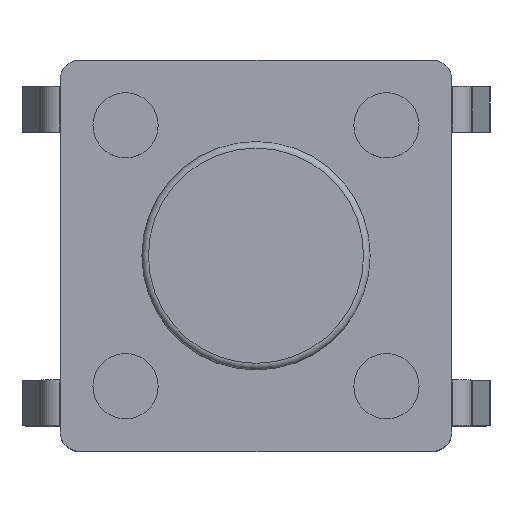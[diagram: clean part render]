
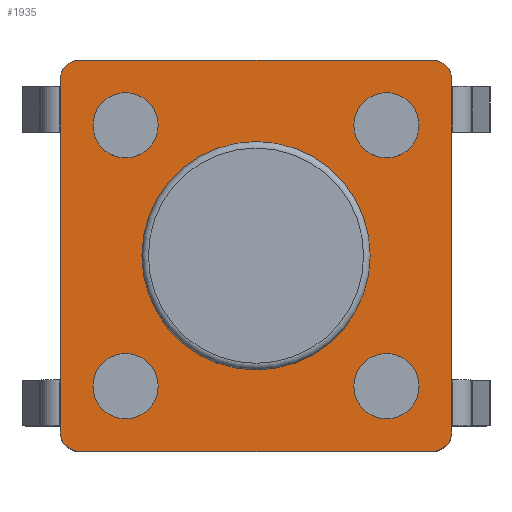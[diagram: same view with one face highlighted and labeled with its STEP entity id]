
A CAD part, top view. The second image highlights one B-rep face of the part: STEP entity #1935.
In plain terms, the highlighted planar face has unit normal (0, 0, 1).
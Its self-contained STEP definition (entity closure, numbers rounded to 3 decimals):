
#19=FACE_BOUND('',#567,.T.);
#20=FACE_BOUND('',#568,.T.);
#21=FACE_BOUND('',#569,.T.);
#22=FACE_BOUND('',#570,.T.);
#23=FACE_BOUND('',#571,.T.);
#25=LINE('',#2824,#222);
#26=LINE('',#2828,#223);
#27=LINE('',#2832,#224);
#28=LINE('',#2836,#225);
#222=VECTOR('',#2254,1.);
#223=VECTOR('',#2257,1.);
#224=VECTOR('',#2260,1.);
#225=VECTOR('',#2263,1.);
#461=FACE_OUTER_BOUND('',#566,.T.);
#566=EDGE_LOOP('',(#1215,#1216,#1217,#1218,#1219,#1220,#1221,#1222));
#567=EDGE_LOOP('',(#1223));
#568=EDGE_LOOP('',(#1224));
#569=EDGE_LOOP('',(#1225));
#570=EDGE_LOOP('',(#1226));
#571=EDGE_LOOP('',(#1227));
#675=CIRCLE('',#2056,0.5);
#676=CIRCLE('',#2058,0.3);
#677=CIRCLE('',#2059,0.3);
#678=CIRCLE('',#2060,0.3);
#679=CIRCLE('',#2061,0.3);
#680=CIRCLE('',#2062,0.5);
#681=CIRCLE('',#2063,1.75);
#682=CIRCLE('',#2064,0.5);
#683=CIRCLE('',#2065,0.5);
#755=VERTEX_POINT('',#2818);
#756=VERTEX_POINT('',#2822);
#757=VERTEX_POINT('',#2823);
#758=VERTEX_POINT('',#2825);
#759=VERTEX_POINT('',#2827);
#760=VERTEX_POINT('',#2829);
#761=VERTEX_POINT('',#2831);
#762=VERTEX_POINT('',#2833);
#763=VERTEX_POINT('',#2835);
#764=VERTEX_POINT('',#2838);
#765=VERTEX_POINT('',#2840);
#766=VERTEX_POINT('',#2842);
#767=VERTEX_POINT('',#2844);
#934=EDGE_CURVE('',#755,#755,#675,.T.);
#936=EDGE_CURVE('',#756,#757,#25,.T.);
#937=EDGE_CURVE('',#757,#758,#676,.T.);
#938=EDGE_CURVE('',#758,#759,#26,.T.);
#939=EDGE_CURVE('',#759,#760,#677,.T.);
#940=EDGE_CURVE('',#760,#761,#27,.T.);
#941=EDGE_CURVE('',#761,#762,#678,.T.);
#942=EDGE_CURVE('',#762,#763,#28,.T.);
#943=EDGE_CURVE('',#756,#763,#679,.T.);
#944=EDGE_CURVE('',#764,#764,#680,.T.);
#945=EDGE_CURVE('',#765,#765,#681,.T.);
#946=EDGE_CURVE('',#766,#766,#682,.T.);
#947=EDGE_CURVE('',#767,#767,#683,.T.);
#1215=ORIENTED_EDGE('',*,*,#936,.T.);
#1216=ORIENTED_EDGE('',*,*,#937,.T.);
#1217=ORIENTED_EDGE('',*,*,#938,.T.);
#1218=ORIENTED_EDGE('',*,*,#939,.T.);
#1219=ORIENTED_EDGE('',*,*,#940,.T.);
#1220=ORIENTED_EDGE('',*,*,#941,.T.);
#1221=ORIENTED_EDGE('',*,*,#942,.T.);
#1222=ORIENTED_EDGE('',*,*,#943,.F.);
#1223=ORIENTED_EDGE('',*,*,#944,.T.);
#1224=ORIENTED_EDGE('',*,*,#945,.T.);
#1225=ORIENTED_EDGE('',*,*,#946,.T.);
#1226=ORIENTED_EDGE('',*,*,#947,.T.);
#1227=ORIENTED_EDGE('',*,*,#934,.T.);
#1765=PLANE('',#2057);
#1935=ADVANCED_FACE('',(#461,#19,#20,#21,#22,#23),#1765,.F.);
#2056=AXIS2_PLACEMENT_3D('',#2819,#2249,#2250);
#2057=AXIS2_PLACEMENT_3D('',#2821,#2252,#2253);
#2058=AXIS2_PLACEMENT_3D('',#2826,#2255,#2256);
#2059=AXIS2_PLACEMENT_3D('',#2830,#2258,#2259);
#2060=AXIS2_PLACEMENT_3D('',#2834,#2261,#2262);
#2061=AXIS2_PLACEMENT_3D('',#2837,#2264,#2265);
#2062=AXIS2_PLACEMENT_3D('',#2839,#2266,#2267);
#2063=AXIS2_PLACEMENT_3D('',#2841,#2268,#2269);
#2064=AXIS2_PLACEMENT_3D('',#2843,#2270,#2271);
#2065=AXIS2_PLACEMENT_3D('',#2845,#2272,#2273);
#2249=DIRECTION('center_axis',(0.,0.,-1.));
#2250=DIRECTION('ref_axis',(1.,0.,0.));
#2252=DIRECTION('center_axis',(0.,0.,-1.));
#2253=DIRECTION('ref_axis',(-1.,0.,0.));
#2254=DIRECTION('',(1.,0.,0.));
#2255=DIRECTION('center_axis',(0.,0.,1.));
#2256=DIRECTION('ref_axis',(0.,-1.,0.));
#2257=DIRECTION('',(0.,1.,0.));
#2258=DIRECTION('center_axis',(0.,0.,1.));
#2259=DIRECTION('ref_axis',(0.,-1.,0.));
#2260=DIRECTION('',(-1.,0.,0.));
#2261=DIRECTION('center_axis',(0.,0.,1.));
#2262=DIRECTION('ref_axis',(0.,-1.,0.));
#2263=DIRECTION('',(0.,-1.,0.));
#2264=DIRECTION('center_axis',(0.,0.,-1.));
#2265=DIRECTION('ref_axis',(0.,-1.,0.));
#2266=DIRECTION('center_axis',(0.,0.,-1.));
#2267=DIRECTION('ref_axis',(1.,0.,0.));
#2268=DIRECTION('center_axis',(0.,0.,-1.));
#2269=DIRECTION('ref_axis',(1.,0.,0.));
#2270=DIRECTION('center_axis',(0.,0.,-1.));
#2271=DIRECTION('ref_axis',(1.,0.,0.));
#2272=DIRECTION('center_axis',(0.,0.,-1.));
#2273=DIRECTION('ref_axis',(1.,0.,0.));
#2818=CARTESIAN_POINT('',(0.65,-4.25,3.6));
#2819=CARTESIAN_POINT('Origin',(1.15,-4.25,3.6));
#2821=CARTESIAN_POINT('Origin',(0.15,-5.25,3.6));
#2822=CARTESIAN_POINT('',(0.45,-5.25,3.6));
#2823=CARTESIAN_POINT('',(5.85,-5.25,3.6));
#2824=CARTESIAN_POINT('',(0.15,-5.25,3.6));
#2825=CARTESIAN_POINT('',(6.15,-4.95,3.6));
#2826=CARTESIAN_POINT('Origin',(5.85,-4.95,3.6));
#2827=CARTESIAN_POINT('',(6.15,0.45,3.6));
#2828=CARTESIAN_POINT('',(6.15,-5.25,3.6));
#2829=CARTESIAN_POINT('',(5.85,0.75,3.6));
#2830=CARTESIAN_POINT('Origin',(5.85,0.45,3.6));
#2831=CARTESIAN_POINT('',(0.45,0.75,3.6));
#2832=CARTESIAN_POINT('',(6.15,0.75,3.6));
#2833=CARTESIAN_POINT('',(0.15,0.45,3.6));
#2834=CARTESIAN_POINT('Origin',(0.45,0.45,3.6));
#2835=CARTESIAN_POINT('',(0.15,-4.95,3.6));
#2836=CARTESIAN_POINT('',(0.15,0.75,3.6));
#2837=CARTESIAN_POINT('Origin',(0.45,-4.95,3.6));
#2838=CARTESIAN_POINT('',(4.65,-4.25,3.6));
#2839=CARTESIAN_POINT('Origin',(5.15,-4.25,3.6));
#2840=CARTESIAN_POINT('',(1.4,-2.25,3.6));
#2841=CARTESIAN_POINT('Origin',(3.15,-2.25,3.6));
#2842=CARTESIAN_POINT('',(0.65,-0.25,3.6));
#2843=CARTESIAN_POINT('Origin',(1.15,-0.25,3.6));
#2844=CARTESIAN_POINT('',(4.65,-0.25,3.6));
#2845=CARTESIAN_POINT('Origin',(5.15,-0.25,3.6));
